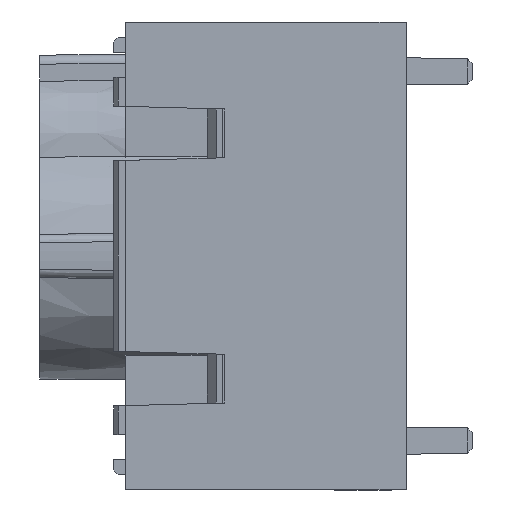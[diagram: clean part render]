
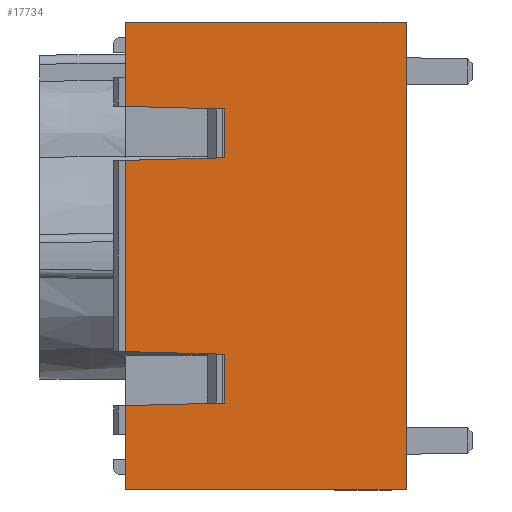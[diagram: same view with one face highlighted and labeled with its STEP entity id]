
A CAD part, left-side view. The second image highlights one B-rep face of the part: STEP entity #17734.
In plain terms, the highlighted planar face has unit normal (-1, 0, 0).
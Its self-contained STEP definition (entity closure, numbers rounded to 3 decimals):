
#117 = EDGE_CURVE ( 'NONE', #595, #5119, #17562, .T. ) ;
#157 = ORIENTED_EDGE ( 'NONE', *, *, #19185, .T. ) ;
#595 = VERTEX_POINT ( 'NONE', #17143 ) ;
#618 = VERTEX_POINT ( 'NONE', #20510 ) ;
#1013 = EDGE_LOOP ( 'NONE', ( #7175, #8679, #15579, #12371, #15170, #21410, #7146, #10414, #15473, #17655, #157, #3361 ) ) ;
#1157 = CARTESIAN_POINT ( 'NONE',  ( -60., 32., -26. ) ) ;
#1243 = VERTEX_POINT ( 'NONE', #6533 ) ;
#1332 = DIRECTION ( 'NONE',  ( 0., 0., -1. ) ) ;
#1584 = VERTEX_POINT ( 'NONE', #20329 ) ;
#1768 = CARTESIAN_POINT ( 'NONE',  ( -60., 0.8, -26. ) ) ;
#1823 = EDGE_CURVE ( 'NONE', #8519, #10015, #10696, .T. ) ;
#2224 = EDGE_CURVE ( 'NONE', #1243, #595, #4016, .T. ) ;
#2523 = VECTOR ( 'NONE', #12986, 1000. ) ;
#2582 = VECTOR ( 'NONE', #16640, 1000. ) ;
#3236 = CARTESIAN_POINT ( 'NONE',  ( -60., 32., 10.625 ) ) ;
#3354 = LINE ( 'NONE', #1157, #5776 ) ;
#3361 = ORIENTED_EDGE ( 'NONE', *, *, #21392, .F. ) ;
#3520 = DIRECTION ( 'NONE',  ( 1., 0., 0. ) ) ;
#3642 = CARTESIAN_POINT ( 'NONE',  ( -60., 21., 16.337 ) ) ;
#3936 = CARTESIAN_POINT ( 'NONE',  ( -60., 21., -16.337 ) ) ;
#3960 = LINE ( 'NONE', #1768, #9188 ) ;
#4016 = LINE ( 'NONE', #19010, #13901 ) ;
#4534 = DIRECTION ( 'NONE',  ( 0., -1., -0.026 ) ) ;
#5119 = VERTEX_POINT ( 'NONE', #3936 ) ;
#5722 = CARTESIAN_POINT ( 'NONE',  ( -60., 32., -26. ) ) ;
#5776 = VECTOR ( 'NONE', #20543, 1000. ) ;
#6245 = DIRECTION ( 'NONE',  ( 0., -1., -0.026 ) ) ;
#6414 = DIRECTION ( 'NONE',  ( 0., 0., 1. ) ) ;
#6533 = CARTESIAN_POINT ( 'NONE',  ( -60., 32., -26. ) ) ;
#6739 = CARTESIAN_POINT ( 'NONE',  ( -60., 21., -10.913 ) ) ;
#6756 = EDGE_CURVE ( 'NONE', #21209, #8727, #3960, .T. ) ;
#7146 = ORIENTED_EDGE ( 'NONE', *, *, #1823, .T. ) ;
#7175 = ORIENTED_EDGE ( 'NONE', *, *, #117, .F. ) ;
#7237 = DIRECTION ( 'NONE',  ( 0., 0., 1. ) ) ;
#7932 = PLANE ( 'NONE',  #15021 ) ;
#8439 = CARTESIAN_POINT ( 'NONE',  ( -60., 21., 16.337 ) ) ;
#8519 = VERTEX_POINT ( 'NONE', #13139 ) ;
#8604 = CARTESIAN_POINT ( 'NONE',  ( -60., 32., -26. ) ) ;
#8679 = ORIENTED_EDGE ( 'NONE', *, *, #2224, .F. ) ;
#8727 = VERTEX_POINT ( 'NONE', #13164 ) ;
#8775 = VERTEX_POINT ( 'NONE', #3236 ) ;
#8847 = CARTESIAN_POINT ( 'NONE',  ( -60., 0.8, -26. ) ) ;
#8929 = LINE ( 'NONE', #6739, #21252 ) ;
#9188 = VECTOR ( 'NONE', #21162, 1000. ) ;
#9461 = CARTESIAN_POINT ( 'NONE',  ( -60., 32., -26. ) ) ;
#9796 = EDGE_CURVE ( 'NONE', #13503, #8727, #18907, .T. ) ;
#9905 = VECTOR ( 'NONE', #13144, 1000. ) ;
#10015 = VERTEX_POINT ( 'NONE', #3642 ) ;
#10391 = CARTESIAN_POINT ( 'NONE',  ( -60., 21., -10.913 ) ) ;
#10414 = ORIENTED_EDGE ( 'NONE', *, *, #20055, .T. ) ;
#10696 = LINE ( 'NONE', #8439, #14045 ) ;
#10865 = LINE ( 'NONE', #8604, #13981 ) ;
#11537 = VECTOR ( 'NONE', #14488, 1000. ) ;
#12371 = ORIENTED_EDGE ( 'NONE', *, *, #6756, .T. ) ;
#12533 = DIRECTION ( 'NONE',  ( 0., 0., 1. ) ) ;
#12986 = DIRECTION ( 'NONE',  ( 0., -1., 0.026 ) ) ;
#13139 = CARTESIAN_POINT ( 'NONE',  ( -60., 32., 16.625 ) ) ;
#13144 = DIRECTION ( 'NONE',  ( 0., -1., 0.026 ) ) ;
#13164 = CARTESIAN_POINT ( 'NONE',  ( -60., 0.8, 26. ) ) ;
#13503 = VERTEX_POINT ( 'NONE', #19709 ) ;
#13901 = VECTOR ( 'NONE', #16792, 1000. ) ;
#13981 = VECTOR ( 'NONE', #6414, 1000. ) ;
#14045 = VECTOR ( 'NONE', #6245, 1000. ) ;
#14466 = FACE_OUTER_BOUND ( 'NONE', #1013, .T. ) ;
#14488 = DIRECTION ( 'NONE',  ( 0., -1., 0. ) ) ;
#14575 = EDGE_CURVE ( 'NONE', #8775, #618, #17403, .T. ) ;
#14765 = CARTESIAN_POINT ( 'NONE',  ( -60., 21., -10.913 ) ) ;
#15021 = AXIS2_PLACEMENT_3D ( 'NONE', #5722, #3520, #1332 ) ;
#15029 = EDGE_CURVE ( 'NONE', #8519, #13503, #10865, .T. ) ;
#15037 = VECTOR ( 'NONE', #7237, 1000. ) ;
#15170 = ORIENTED_EDGE ( 'NONE', *, *, #9796, .F. ) ;
#15198 = CARTESIAN_POINT ( 'NONE',  ( -60., 21., 10.913 ) ) ;
#15359 = CARTESIAN_POINT ( 'NONE',  ( -60., 21., -16.337 ) ) ;
#15473 = ORIENTED_EDGE ( 'NONE', *, *, #14575, .F. ) ;
#15579 = ORIENTED_EDGE ( 'NONE', *, *, #16197, .T. ) ;
#16197 = EDGE_CURVE ( 'NONE', #1243, #21209, #3354, .T. ) ;
#16640 = DIRECTION ( 'NONE',  ( 0., 0., -1. ) ) ;
#16691 = CARTESIAN_POINT ( 'NONE',  ( -60., 32., 26. ) ) ;
#16792 = DIRECTION ( 'NONE',  ( 0., 0., 1. ) ) ;
#16962 = LINE ( 'NONE', #14765, #19863 ) ;
#17143 = CARTESIAN_POINT ( 'NONE',  ( -60., 32., -16.625 ) ) ;
#17403 = LINE ( 'NONE', #15198, #2523 ) ;
#17562 = LINE ( 'NONE', #15359, #9905 ) ;
#17655 = ORIENTED_EDGE ( 'NONE', *, *, #18428, .F. ) ;
#17734 = ADVANCED_FACE ( 'NONE', ( #14466 ), #7932, .F. ) ;
#18428 = EDGE_CURVE ( 'NONE', #1584, #8775, #20542, .T. ) ;
#18857 = CARTESIAN_POINT ( 'NONE',  ( -60., 21., 10.913 ) ) ;
#18907 = LINE ( 'NONE', #16691, #11537 ) ;
#19010 = CARTESIAN_POINT ( 'NONE',  ( -60., 32., -26. ) ) ;
#19185 = EDGE_CURVE ( 'NONE', #1584, #19944, #8929, .T. ) ;
#19709 = CARTESIAN_POINT ( 'NONE',  ( -60., 32., 26. ) ) ;
#19863 = VECTOR ( 'NONE', #12533, 1000. ) ;
#19944 = VERTEX_POINT ( 'NONE', #10391 ) ;
#20055 = EDGE_CURVE ( 'NONE', #10015, #618, #21054, .T. ) ;
#20329 = CARTESIAN_POINT ( 'NONE',  ( -60., 32., -10.625 ) ) ;
#20510 = CARTESIAN_POINT ( 'NONE',  ( -60., 21., 10.913 ) ) ;
#20542 = LINE ( 'NONE', #9461, #15037 ) ;
#20543 = DIRECTION ( 'NONE',  ( 0., -1., 0. ) ) ;
#21054 = LINE ( 'NONE', #18857, #2582 ) ;
#21162 = DIRECTION ( 'NONE',  ( 0., 0., 1. ) ) ;
#21209 = VERTEX_POINT ( 'NONE', #8847 ) ;
#21252 = VECTOR ( 'NONE', #4534, 1000. ) ;
#21392 = EDGE_CURVE ( 'NONE', #5119, #19944, #16962, .T. ) ;
#21410 = ORIENTED_EDGE ( 'NONE', *, *, #15029, .F. ) ;
